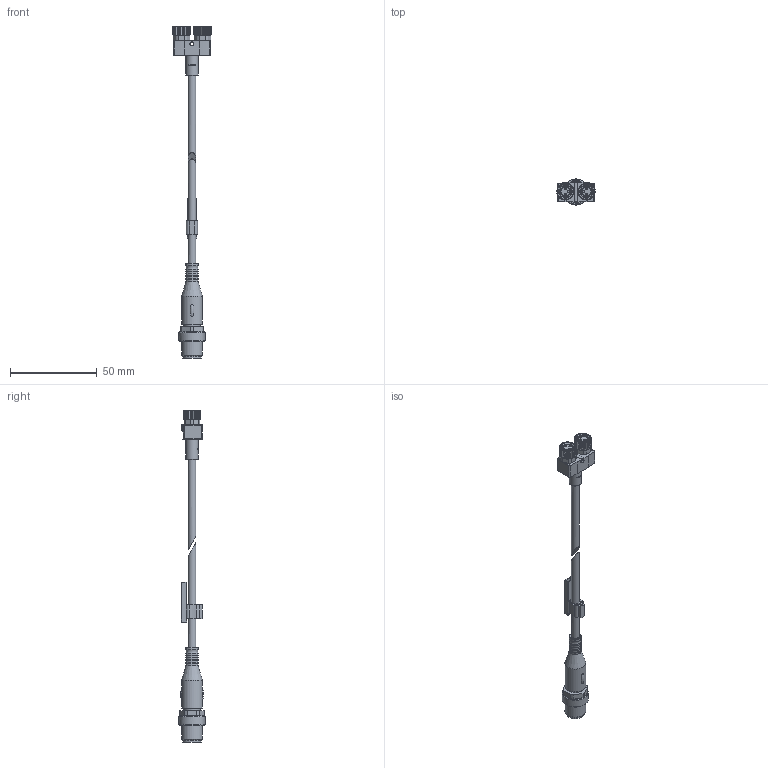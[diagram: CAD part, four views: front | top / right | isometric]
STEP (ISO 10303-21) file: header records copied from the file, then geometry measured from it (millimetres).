
FILE_DESCRIPTION(/* description */ ('STEP AP214'),/* implementation_level */ '2;1');
FILE_NAME(/* name */ '8005301_NEDY-L2R1-V1-M8G3-U-M12G4-2_5R',/* time_stamp */ '2024-09-12T22:16:21+02:00',/* author */ ('License CC BY-ND 4.0'),/* organization */ ('CADENAS'),/* preprocessor_version */ 'ST-DEVELOPER v19.3',/* originating_system */ 'PARTsolutions',/* authorisation */ ' ');
FILE_SCHEMA (('AUTOMOTIVE_DESIGN {1 0 10303 214 3 1 1}'));
Length unit declared in the file: millimetre
Products named in the file (4): 8005301 NEDY-L2R1-V1-M8G3-U-M12G4-2.5R; 2887956 NEDY-M8G3-D4.5---(4.5G); 3956624 M12G-Stecker_p---(2_4.5_4); 1051830 ASCF-M-23-C DM 4.0-5.6
Assembly tree (3 placements, depth 2):
  8005301 NEDY-L2R1-V1-M8G3-U-M12G4-2.5R
    2887956 NEDY-M8G3-D4.5---(4.5G)
    3956624 M12G-Stecker_p---(2_4.5_4)
    1051830 ASCF-M-23-C DM 4.0-5.6
Bounding box: 22.19 x 15 x 191 mm (x, y, z)
Volume: 10253.8 mm3; surface area: 7948.1 mm2
Topology: 3 solids, 3 shells, 587 faces, 1508 edges, 961 vertices
Faces by surface type: plane 324, cone 126, cylinder 121, torus 12, sphere 4
Full cylindrical faces by diameter (mm): 0.86 x6, 1 x4, 1.1 x6, 2.2 x1, 4 x1, 4.5 x2, 5.7 x2, 5.9 x2, 6.917 x2, 7 x6, 8.3 x1, 9.6 x1, 10.5 x1, 12 x2, 15 x1
Entity records: 21136 total; most frequent: CARTESIAN_POINT 3864, ORIENTED_EDGE 2864, DIRECTION 2724, EDGE_CURVE 1432, AXIS2_PLACEMENT_3D 976, VERTEX_POINT 943, LINE 772, VECTOR 772
